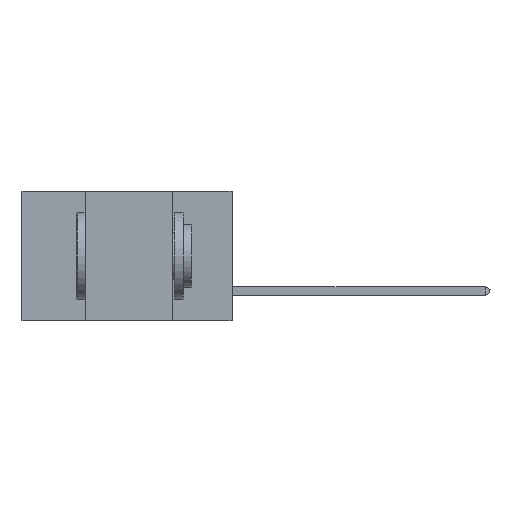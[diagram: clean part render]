
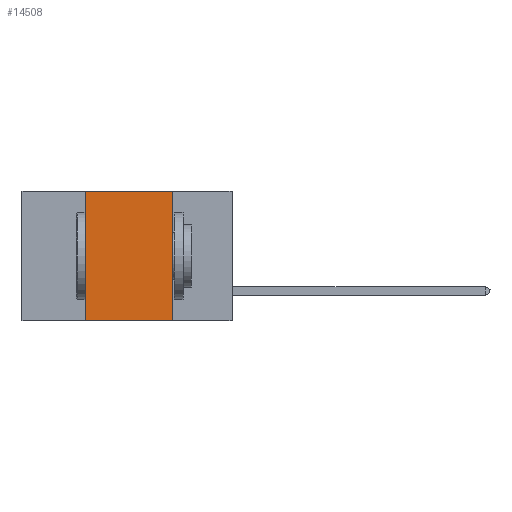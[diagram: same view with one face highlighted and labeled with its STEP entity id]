
A CAD part, left-side view. The second image highlights one B-rep face of the part: STEP entity #14508.
In plain terms, the highlighted planar face has unit normal (-1, 0, 0).
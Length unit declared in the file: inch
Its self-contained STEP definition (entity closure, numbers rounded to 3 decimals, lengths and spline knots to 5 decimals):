
#541 = VECTOR ( 'NONE', #10964, 39.37008 ) ;
#1002 = ORIENTED_EDGE ( 'NONE', *, *, #10546, .F. ) ;
#2572 = EDGE_CURVE ( 'NONE', #29951, #44233, #17830, .T. ) ;
#3138 = LINE ( 'NONE', #12977, #36001 ) ;
#4980 = EDGE_CURVE ( 'NONE', #29951, #13817, #3138, .T. ) ;
#6868 = FACE_OUTER_BOUND ( 'NONE', #42653, .T. ) ;
#10546 = EDGE_CURVE ( 'NONE', #23235, #13817, #24432, .T. ) ;
#10859 = ORIENTED_EDGE ( 'NONE', *, *, #4980, .T. ) ;
#10964 = DIRECTION ( 'NONE',  ( 0., -1., 0. ) ) ;
#12977 = CARTESIAN_POINT ( 'NONE',  ( 0., 0.6, -0.37 ) ) ;
#13817 = VERTEX_POINT ( 'NONE', #43557 ) ;
#14508 = ADVANCED_FACE ( 'NONE', ( #6868 ), #17426, .F. ) ;
#17426 = PLANE ( 'NONE',  #19549 ) ;
#17830 = LINE ( 'NONE', #26864, #27614 ) ;
#17851 = DIRECTION ( 'NONE',  ( 1., 0., 0. ) ) ;
#19549 = AXIS2_PLACEMENT_3D ( 'NONE', #21021, #17851, #39269 ) ;
#21021 = CARTESIAN_POINT ( 'NONE',  ( 0., 0.6, 0. ) ) ;
#21308 = CARTESIAN_POINT ( 'NONE',  ( 0., 0.6, 0. ) ) ;
#22558 = ORIENTED_EDGE ( 'NONE', *, *, #36102, .F. ) ;
#23235 = VERTEX_POINT ( 'NONE', #40055 ) ;
#24432 = LINE ( 'NONE', #26334, #28211 ) ;
#26334 = CARTESIAN_POINT ( 'NONE',  ( 0., 0.17, 0. ) ) ;
#26864 = CARTESIAN_POINT ( 'NONE',  ( 0., 0.42, 0. ) ) ;
#27614 = VECTOR ( 'NONE', #30332, 39.37008 ) ;
#28211 = VECTOR ( 'NONE', #36401, 39.37008 ) ;
#29951 = VERTEX_POINT ( 'NONE', #39297 ) ;
#30332 = DIRECTION ( 'NONE',  ( 0., 0., 1. ) ) ;
#31594 = CARTESIAN_POINT ( 'NONE',  ( 0., 0.42, 0. ) ) ;
#35588 = LINE ( 'NONE', #21308, #541 ) ;
#36001 = VECTOR ( 'NONE', #44157, 39.37008 ) ;
#36102 = EDGE_CURVE ( 'NONE', #44233, #23235, #35588, .T. ) ;
#36401 = DIRECTION ( 'NONE',  ( 0., 0., -1. ) ) ;
#38520 = ORIENTED_EDGE ( 'NONE', *, *, #2572, .F. ) ;
#39269 = DIRECTION ( 'NONE',  ( 0., 0., -1. ) ) ;
#39297 = CARTESIAN_POINT ( 'NONE',  ( 0., 0.42, -0.37 ) ) ;
#40055 = CARTESIAN_POINT ( 'NONE',  ( 0., 0.17, 0. ) ) ;
#42653 = EDGE_LOOP ( 'NONE', ( #1002, #22558, #38520, #10859 ) ) ;
#43557 = CARTESIAN_POINT ( 'NONE',  ( 0., 0.17, -0.37 ) ) ;
#44157 = DIRECTION ( 'NONE',  ( 0., -1., 0. ) ) ;
#44233 = VERTEX_POINT ( 'NONE', #31594 ) ;
